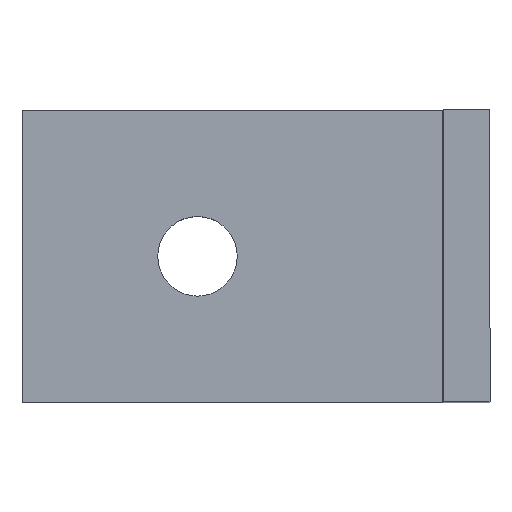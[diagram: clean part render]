
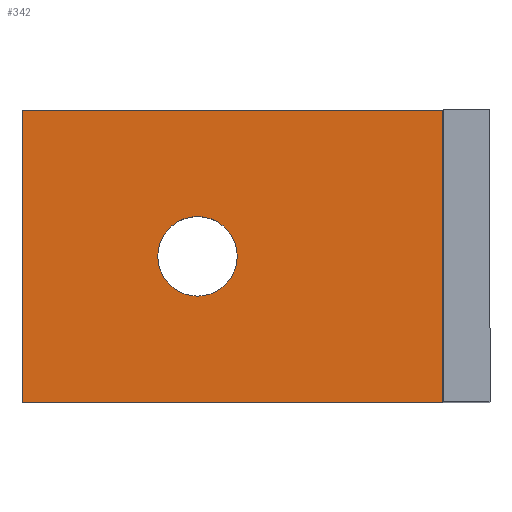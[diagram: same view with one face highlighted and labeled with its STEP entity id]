
A CAD part, top view. The second image highlights one B-rep face of the part: STEP entity #342.
In plain terms, the highlighted planar face has unit normal (0, 0, 1).
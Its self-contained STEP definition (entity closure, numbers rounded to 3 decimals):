
#52 = CARTESIAN_POINT ( 'NONE',  ( 17.9, 12.5, 0. ) ) ;
#55 = CARTESIAN_POINT ( 'NONE',  ( -18., 12.5, 0. ) ) ;
#57 = CARTESIAN_POINT ( 'NONE',  ( -18., -12.5, 0. ) ) ;
#59 = CARTESIAN_POINT ( 'NONE',  ( 17.9, -12.5, 0. ) ) ;
#61 = CARTESIAN_POINT ( 'NONE',  ( 0.4, 0., 0. ) ) ;
#68 = CARTESIAN_POINT ( 'NONE',  ( -6.4, 0., 0. ) ) ;
#73 = DIRECTION ( 'NONE',  ( 1., 0., 0. ) ) ;
#74 = DIRECTION ( 'NONE',  ( 0., 0., 1. ) ) ;
#75 = CARTESIAN_POINT ( 'NONE',  ( -3., 0., 0. ) ) ;
#76 = LINE ( 'NONE', #272, #635 ) ;
#82 = LINE ( 'NONE', #85, #634 ) ;
#85 = CARTESIAN_POINT ( 'NONE',  ( -18., -12.5, 0. ) ) ;
#114 = DIRECTION ( 'NONE',  ( -1., 0., 0. ) ) ;
#129 = LINE ( 'NONE', #135, #645 ) ;
#130 = DIRECTION ( 'NONE',  ( 1., 0., 0. ) ) ;
#131 = DIRECTION ( 'NONE',  ( 0., 0., 1. ) ) ;
#132 = CARTESIAN_POINT ( 'NONE',  ( -3., 0., 0. ) ) ;
#135 = CARTESIAN_POINT ( 'NONE',  ( -18., 12.5, 0. ) ) ;
#267 = DIRECTION ( 'NONE',  ( 0., -1., 0. ) ) ;
#272 = CARTESIAN_POINT ( 'NONE',  ( -18., 12.5, 0. ) ) ;
#273 = DIRECTION ( 'NONE',  ( 0., -1., 0. ) ) ;
#276 = CARTESIAN_POINT ( 'NONE',  ( 17.9, 12.5, 0. ) ) ;
#283 = LINE ( 'NONE', #276, #632 ) ;
#289 = DIRECTION ( 'NONE',  ( 1., 0., 0. ) ) ;
#305 = EDGE_LOOP ( 'NONE', ( #509, #505, #518, #519 ) ) ;
#342 = ADVANCED_FACE ( 'NONE', ( #422, #426 ), #420, .T. ) ;
#371 = EDGE_CURVE ( 'NONE', #483, #489, #654, .T. ) ;
#375 = EDGE_CURVE ( 'NONE', #470, #494, #129, .T. ) ;
#383 = EDGE_CURVE ( 'NONE', #489, #483, #636, .T. ) ;
#384 = EDGE_CURVE ( 'NONE', #493, #491, #82, .T. ) ;
#385 = EDGE_CURVE ( 'NONE', #470, #491, #283, .T. ) ;
#386 = EDGE_CURVE ( 'NONE', #494, #493, #76, .T. ) ;
#416 = DIRECTION ( 'NONE',  ( 1., 0., 0. ) ) ;
#417 = DIRECTION ( 'NONE',  ( 0., 0., 1. ) ) ;
#420 = PLANE ( 'NONE',  #669 ) ;
#422 = FACE_BOUND ( 'NONE', #463, .T. ) ;
#426 = FACE_OUTER_BOUND ( 'NONE', #305, .T. ) ;
#428 = CARTESIAN_POINT ( 'NONE',  ( -18., -12.5, 0. ) ) ;
#463 = EDGE_LOOP ( 'NONE', ( #512, #515 ) ) ;
#470 = VERTEX_POINT ( 'NONE', #52 ) ;
#483 = VERTEX_POINT ( 'NONE', #68 ) ;
#489 = VERTEX_POINT ( 'NONE', #61 ) ;
#491 = VERTEX_POINT ( 'NONE', #59 ) ;
#493 = VERTEX_POINT ( 'NONE', #57 ) ;
#494 = VERTEX_POINT ( 'NONE', #55 ) ;
#505 = ORIENTED_EDGE ( 'NONE', *, *, #385, .F. ) ;
#509 = ORIENTED_EDGE ( 'NONE', *, *, #384, .T. ) ;
#512 = ORIENTED_EDGE ( 'NONE', *, *, #371, .F. ) ;
#515 = ORIENTED_EDGE ( 'NONE', *, *, #383, .F. ) ;
#518 = ORIENTED_EDGE ( 'NONE', *, *, #375, .T. ) ;
#519 = ORIENTED_EDGE ( 'NONE', *, *, #386, .T. ) ;
#632 = VECTOR ( 'NONE', #273, 1000. ) ;
#633 = AXIS2_PLACEMENT_3D ( 'NONE', #75, #74, #73 ) ;
#634 = VECTOR ( 'NONE', #289, 1000. ) ;
#635 = VECTOR ( 'NONE', #267, 1000. ) ;
#636 = CIRCLE ( 'NONE', #633, 3.4 ) ;
#645 = VECTOR ( 'NONE', #114, 1000. ) ;
#654 = CIRCLE ( 'NONE', #655, 3.4 ) ;
#655 = AXIS2_PLACEMENT_3D ( 'NONE', #132, #131, #130 ) ;
#669 = AXIS2_PLACEMENT_3D ( 'NONE', #428, #417, #416 ) ;
